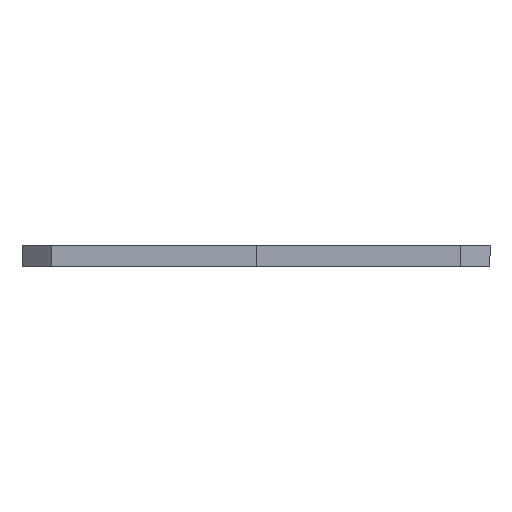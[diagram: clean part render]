
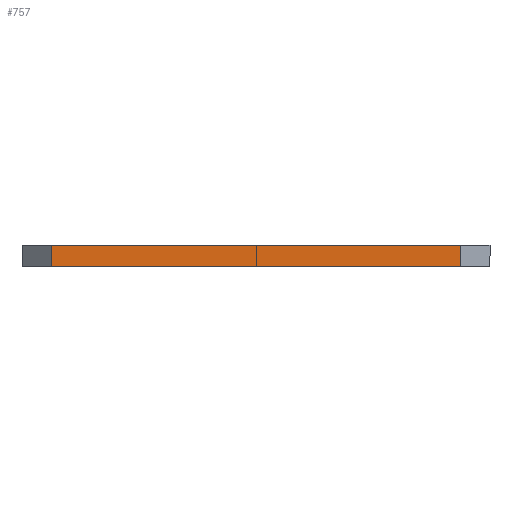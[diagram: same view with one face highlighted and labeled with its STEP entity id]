
A CAD part, left-side view. The second image highlights one B-rep face of the part: STEP entity #757.
In plain terms, the highlighted planar face has unit normal (-1, 0, 0).
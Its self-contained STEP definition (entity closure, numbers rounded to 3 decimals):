
#9 = CARTESIAN_POINT ( 'NONE',  ( -62.5, -16., 1.5 ) ) ;
#99 = CARTESIAN_POINT ( 'NONE',  ( -62.5, 14., 0. ) ) ;
#114 = EDGE_CURVE ( 'NONE', #358, #1100, #381, .T. ) ;
#142 = ORIENTED_EDGE ( 'NONE', *, *, #652, .T. ) ;
#153 = CARTESIAN_POINT ( 'NONE',  ( -62.5, -16., 0. ) ) ;
#205 = FACE_OUTER_BOUND ( 'NONE', #465, .T. ) ;
#258 = LINE ( 'NONE', #432, #463 ) ;
#264 = CARTESIAN_POINT ( 'NONE',  ( -62.5, 14., 1.5 ) ) ;
#268 = DIRECTION ( 'NONE',  ( 1., 0., 0. ) ) ;
#274 = VECTOR ( 'NONE', #513, 1000. ) ;
#339 = EDGE_CURVE ( 'NONE', #1100, #900, #453, .T. ) ;
#345 = VECTOR ( 'NONE', #936, 1000. ) ;
#358 = VERTEX_POINT ( 'NONE', #264 ) ;
#381 = LINE ( 'NONE', #487, #345 ) ;
#432 = CARTESIAN_POINT ( 'NONE',  ( -62.5, -16., 1.5 ) ) ;
#435 = CARTESIAN_POINT ( 'NONE',  ( -62.5, -14., 1.5 ) ) ;
#453 = LINE ( 'NONE', #153, #909 ) ;
#455 = CARTESIAN_POINT ( 'NONE',  ( -62.5, -14., 0. ) ) ;
#463 = VECTOR ( 'NONE', #696, 1000. ) ;
#465 = EDGE_LOOP ( 'NONE', ( #574, #142, #830, #939 ) ) ;
#487 = CARTESIAN_POINT ( 'NONE',  ( -62.5, 14., 1.5 ) ) ;
#497 = LINE ( 'NONE', #435, #274 ) ;
#513 = DIRECTION ( 'NONE',  ( 0., 0., 1. ) ) ;
#574 = ORIENTED_EDGE ( 'NONE', *, *, #339, .T. ) ;
#603 = DIRECTION ( 'NONE',  ( 0., -1., 0. ) ) ;
#633 = EDGE_CURVE ( 'NONE', #358, #844, #258, .T. ) ;
#652 = EDGE_CURVE ( 'NONE', #900, #844, #497, .T. ) ;
#696 = DIRECTION ( 'NONE',  ( 0., -1., 0. ) ) ;
#709 = PLANE ( 'NONE',  #845 ) ;
#757 = ADVANCED_FACE ( 'NONE', ( #205 ), #709, .F. ) ;
#830 = ORIENTED_EDGE ( 'NONE', *, *, #633, .F. ) ;
#844 = VERTEX_POINT ( 'NONE', #907 ) ;
#845 = AXIS2_PLACEMENT_3D ( 'NONE', #9, #268, #895 ) ;
#895 = DIRECTION ( 'NONE',  ( 0., 0., -1. ) ) ;
#900 = VERTEX_POINT ( 'NONE', #455 ) ;
#907 = CARTESIAN_POINT ( 'NONE',  ( -62.5, -14., 1.5 ) ) ;
#909 = VECTOR ( 'NONE', #603, 1000. ) ;
#936 = DIRECTION ( 'NONE',  ( 0., 0., -1. ) ) ;
#939 = ORIENTED_EDGE ( 'NONE', *, *, #114, .T. ) ;
#1100 = VERTEX_POINT ( 'NONE', #99 ) ;
